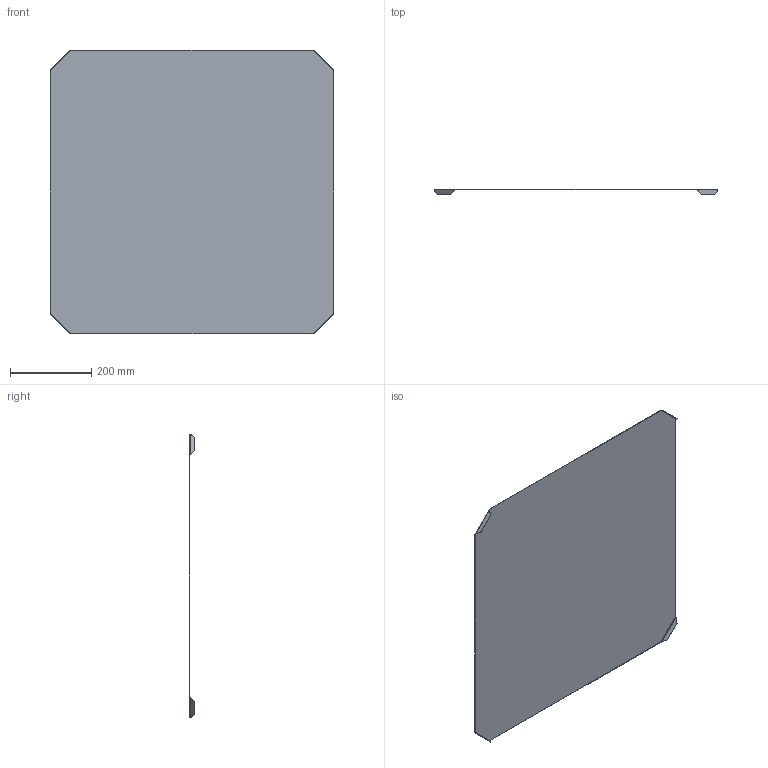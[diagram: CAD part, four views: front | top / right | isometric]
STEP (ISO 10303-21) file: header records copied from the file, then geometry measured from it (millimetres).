
FILE_DESCRIPTION (( 'STEP AP214' ), '1' );
FILE_NAME ('7128762_KSTP1.stp', '2018-05-23T13:00:36', ( '' ), ( '' ), 'SwSTEP 2.0', 'SolidWorks 2016', '' );
FILE_SCHEMA (( 'AUTOMOTIVE_DESIGN' ));
Length unit declared in the file: millimetre
Products named in the file (1): 7128762_KSTP1
Bounding box: 700.52 x 13 x 700.52 mm (x, y, z)
Volume: 341562.7 mm3; surface area: 977801.4 mm2
Topology: 1 solids, 1 shells, 42 faces, 88 edges, 48 vertices
Faces by surface type: plane 26, bspline 8, cylinder 8
Entity records: 1298 total; most frequent: CARTESIAN_POINT 475, ORIENTED_EDGE 176, DIRECTION 126, EDGE_CURVE 88, LINE 56, VECTOR 56, VERTEX_POINT 48, ADVANCED_FACE 42
